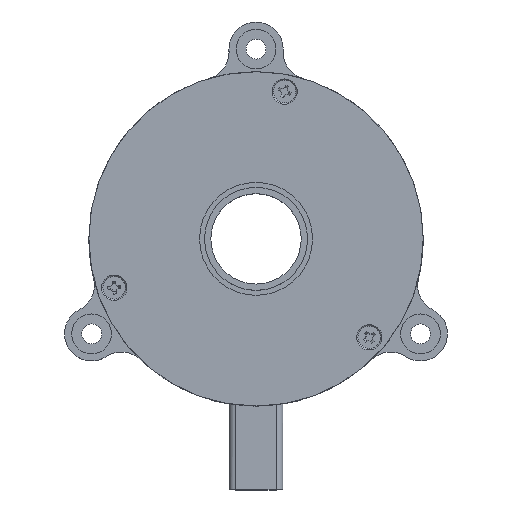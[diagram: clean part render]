
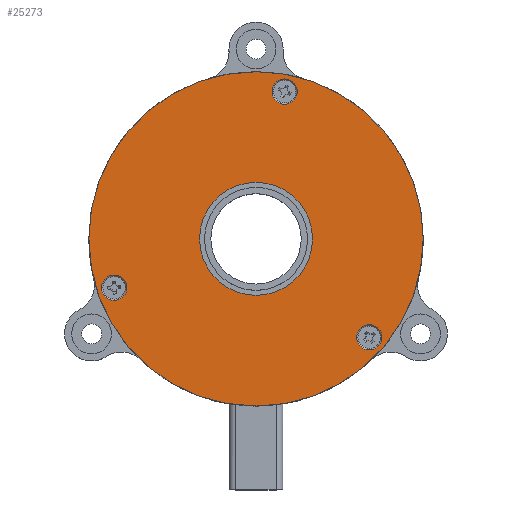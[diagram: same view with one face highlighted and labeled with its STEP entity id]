
A CAD part, top view. The second image highlights one B-rep face of the part: STEP entity #25273.
In plain terms, the highlighted planar face has unit normal (0, 0, 1).
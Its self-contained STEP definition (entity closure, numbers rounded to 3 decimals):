
#519 = CARTESIAN_POINT ( 'NONE',  ( 0., 0., 8. ) ) ;
#936 = CIRCLE ( 'NONE', #17417, 1.4 ) ;
#1473 = EDGE_CURVE ( 'NONE', #5751, #5681, #14699, .T. ) ;
#1761 = CIRCLE ( 'NONE', #26734, 6.25 ) ;
#1807 = DIRECTION ( 'NONE',  ( -1., 0., 0. ) ) ;
#2411 = EDGE_LOOP ( 'NONE', ( #23911, #2457 ) ) ;
#2457 = ORIENTED_EDGE ( 'NONE', *, *, #22139, .F. ) ;
#3231 = CIRCLE ( 'NONE', #15553, 1.4 ) ;
#3584 = VERTEX_POINT ( 'NONE', #21107 ) ;
#4157 = CARTESIAN_POINT ( 'NONE',  ( 12.528, -10.891, 8. ) ) ;
#4745 = DIRECTION ( 'NONE',  ( 0., 0., -1. ) ) ;
#4820 = FACE_BOUND ( 'NONE', #26934, .T. ) ;
#4825 = CIRCLE ( 'NONE', #6147, 6.25 ) ;
#4923 = EDGE_CURVE ( 'NONE', #7506, #20078, #3231, .T. ) ;
#4930 = VERTEX_POINT ( 'NONE', #8360 ) ;
#4984 = VERTEX_POINT ( 'NONE', #6302 ) ;
#5659 = CARTESIAN_POINT ( 'NONE',  ( 0., 0., 8. ) ) ;
#5681 = VERTEX_POINT ( 'NONE', #11147 ) ;
#5751 = VERTEX_POINT ( 'NONE', #25393 ) ;
#6001 = DIRECTION ( 'NONE',  ( -1., 0., 0. ) ) ;
#6147 = AXIS2_PLACEMENT_3D ( 'NONE', #23632, #14779, #21408 ) ;
#6302 = CARTESIAN_POINT ( 'NONE',  ( 13.928, -10.891, 8. ) ) ;
#6310 = CARTESIAN_POINT ( 'NONE',  ( 0., 0., 8. ) ) ;
#6474 = DIRECTION ( 'NONE',  ( 0., 0., -1. ) ) ;
#6718 = CARTESIAN_POINT ( 'NONE',  ( 3.167, 16.295, 8. ) ) ;
#6772 = EDGE_CURVE ( 'NONE', #5681, #5751, #936, .T. ) ;
#7034 = DIRECTION ( 'NONE',  ( 0., 0., -1. ) ) ;
#7154 = AXIS2_PLACEMENT_3D ( 'NONE', #6718, #13258, #29152 ) ;
#7210 = DIRECTION ( 'NONE',  ( -1., 0., 0. ) ) ;
#7506 = VERTEX_POINT ( 'NONE', #11458 ) ;
#8360 = CARTESIAN_POINT ( 'NONE',  ( 6.25, 0., 8. ) ) ;
#9130 = DIRECTION ( 'NONE',  ( 0., 0., -1. ) ) ;
#10213 = ORIENTED_EDGE ( 'NONE', *, *, #11888, .T. ) ;
#10298 = EDGE_LOOP ( 'NONE', ( #29097, #10213 ) ) ;
#10587 = DIRECTION ( 'NONE',  ( 0., 0., -1. ) ) ;
#10734 = FACE_BOUND ( 'NONE', #28314, .T. ) ;
#10861 = CARTESIAN_POINT ( 'NONE',  ( -15.696, -5.404, 8. ) ) ;
#11064 = ORIENTED_EDGE ( 'NONE', *, *, #1473, .T. ) ;
#11147 = CARTESIAN_POINT ( 'NONE',  ( 1.767, 16.295, 8. ) ) ;
#11407 = CARTESIAN_POINT ( 'NONE',  ( 12.528, -10.891, 8. ) ) ;
#11458 = CARTESIAN_POINT ( 'NONE',  ( -14.296, -5.404, 8. ) ) ;
#11473 = DIRECTION ( 'NONE',  ( -1., 0., 0. ) ) ;
#11594 = VERTEX_POINT ( 'NONE', #11788 ) ;
#11788 = CARTESIAN_POINT ( 'NONE',  ( -18.5, 0., 8. ) ) ;
#11888 = EDGE_CURVE ( 'NONE', #20078, #7506, #28528, .T. ) ;
#12119 = CARTESIAN_POINT ( 'NONE',  ( -17.096, -5.404, 8. ) ) ;
#12120 = EDGE_CURVE ( 'NONE', #4930, #18154, #4825, .T. ) ;
#12487 = FACE_OUTER_BOUND ( 'NONE', #2411, .T. ) ;
#12828 = ORIENTED_EDGE ( 'NONE', *, *, #21010, .T. ) ;
#12899 = AXIS2_PLACEMENT_3D ( 'NONE', #519, #20689, #7210 ) ;
#13150 = CIRCLE ( 'NONE', #12899, 18.5 ) ;
#13258 = DIRECTION ( 'NONE',  ( 0., 0., -1. ) ) ;
#14699 = CIRCLE ( 'NONE', #7154, 1.4 ) ;
#14779 = DIRECTION ( 'NONE',  ( 0., 0., -1. ) ) ;
#15119 = DIRECTION ( 'NONE',  ( 0., 0., -1. ) ) ;
#15312 = DIRECTION ( 'NONE',  ( 0., 0., -1. ) ) ;
#15391 = AXIS2_PLACEMENT_3D ( 'NONE', #4157, #15312, #29040 ) ;
#15553 = AXIS2_PLACEMENT_3D ( 'NONE', #24230, #10587, #6001 ) ;
#16116 = ORIENTED_EDGE ( 'NONE', *, *, #26813, .T. ) ;
#17417 = AXIS2_PLACEMENT_3D ( 'NONE', #25142, #4745, #24948 ) ;
#18154 = VERTEX_POINT ( 'NONE', #19636 ) ;
#18523 = ORIENTED_EDGE ( 'NONE', *, *, #26554, .T. ) ;
#19385 = CARTESIAN_POINT ( 'NONE',  ( 18.5, 0., 8. ) ) ;
#19636 = CARTESIAN_POINT ( 'NONE',  ( -6.25, 0., 8. ) ) ;
#20078 = VERTEX_POINT ( 'NONE', #12119 ) ;
#20134 = CIRCLE ( 'NONE', #22225, 1.4 ) ;
#20689 = DIRECTION ( 'NONE',  ( 0., 0., -1. ) ) ;
#21010 = EDGE_CURVE ( 'NONE', #18154, #4930, #1761, .T. ) ;
#21107 = CARTESIAN_POINT ( 'NONE',  ( 11.128, -10.891, 8. ) ) ;
#21408 = DIRECTION ( 'NONE',  ( -1., 0., 0. ) ) ;
#21420 = EDGE_LOOP ( 'NONE', ( #29185, #12828 ) ) ;
#21881 = CIRCLE ( 'NONE', #15391, 1.4 ) ;
#22139 = EDGE_CURVE ( 'NONE', #26637, #11594, #26069, .T. ) ;
#22225 = AXIS2_PLACEMENT_3D ( 'NONE', #11407, #7034, #25262 ) ;
#23483 = FACE_BOUND ( 'NONE', #10298, .T. ) ;
#23526 = AXIS2_PLACEMENT_3D ( 'NONE', #10861, #6474, #24725 ) ;
#23617 = DIRECTION ( 'NONE',  ( 0., 0., -1. ) ) ;
#23632 = CARTESIAN_POINT ( 'NONE',  ( 0., 0., 8. ) ) ;
#23706 = DIRECTION ( 'NONE',  ( -1., 0., 0. ) ) ;
#23911 = ORIENTED_EDGE ( 'NONE', *, *, #25524, .F. ) ;
#23949 = AXIS2_PLACEMENT_3D ( 'NONE', #25044, #9130, #11473 ) ;
#24230 = CARTESIAN_POINT ( 'NONE',  ( -15.696, -5.404, 8. ) ) ;
#24663 = AXIS2_PLACEMENT_3D ( 'NONE', #6310, #15119, #1807 ) ;
#24725 = DIRECTION ( 'NONE',  ( -1., 0., 0. ) ) ;
#24948 = DIRECTION ( 'NONE',  ( -1., 0., 0. ) ) ;
#25044 = CARTESIAN_POINT ( 'NONE',  ( 0., 0., 8. ) ) ;
#25142 = CARTESIAN_POINT ( 'NONE',  ( 3.167, 16.295, 8. ) ) ;
#25262 = DIRECTION ( 'NONE',  ( -1., 0., 0. ) ) ;
#25273 = ADVANCED_FACE ( 'NONE', ( #10734, #23483, #4820, #12487, #29187 ), #26652, .F. ) ;
#25393 = CARTESIAN_POINT ( 'NONE',  ( 4.567, 16.295, 8. ) ) ;
#25524 = EDGE_CURVE ( 'NONE', #11594, #26637, #13150, .T. ) ;
#26069 = CIRCLE ( 'NONE', #23949, 18.5 ) ;
#26554 = EDGE_CURVE ( 'NONE', #3584, #4984, #20134, .T. ) ;
#26637 = VERTEX_POINT ( 'NONE', #19385 ) ;
#26652 = PLANE ( 'NONE',  #24663 ) ;
#26734 = AXIS2_PLACEMENT_3D ( 'NONE', #5659, #23617, #23706 ) ;
#26813 = EDGE_CURVE ( 'NONE', #4984, #3584, #21881, .T. ) ;
#26934 = EDGE_LOOP ( 'NONE', ( #11064, #28294 ) ) ;
#28294 = ORIENTED_EDGE ( 'NONE', *, *, #6772, .T. ) ;
#28314 = EDGE_LOOP ( 'NONE', ( #16116, #18523 ) ) ;
#28528 = CIRCLE ( 'NONE', #23526, 1.4 ) ;
#29040 = DIRECTION ( 'NONE',  ( -1., 0., 0. ) ) ;
#29097 = ORIENTED_EDGE ( 'NONE', *, *, #4923, .T. ) ;
#29152 = DIRECTION ( 'NONE',  ( -1., 0., 0. ) ) ;
#29185 = ORIENTED_EDGE ( 'NONE', *, *, #12120, .T. ) ;
#29187 = FACE_BOUND ( 'NONE', #21420, .T. ) ;
